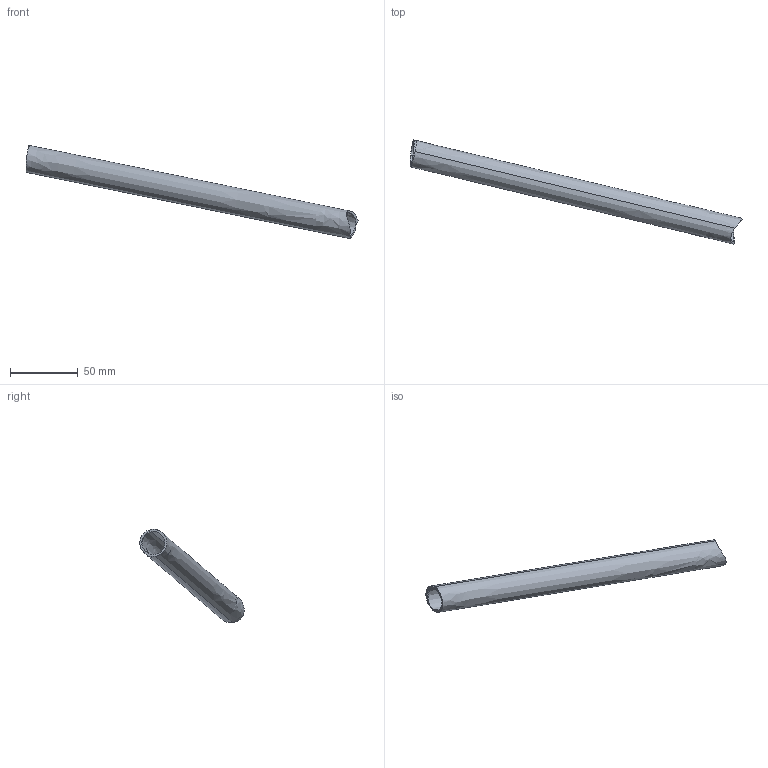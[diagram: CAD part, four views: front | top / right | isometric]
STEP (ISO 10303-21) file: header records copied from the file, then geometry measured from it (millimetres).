
FILE_DESCRIPTION(('CATIA V5 STEP Exchange'),'2;1');
FILE_NAME('30.stp','2018-12-01T18:02:17+00:00',('none'),('none'),'CATIA Version 5 Release 19 SP 2 (IN-10)','CATIA V5 STEP AP203','none');
FILE_SCHEMA(('CONFIG_CONTROL_DESIGN'));
Length unit declared in the file: millimetre
Products named in the file (1): Symmetry of Shape_753
Bounding box: 244.41 x 76.8 x 68.71 mm (x, y, z)
Volume: 21733.2 mm3; surface area: 29166.2 mm2
Topology: 1 solids, 1 shells, 13 faces, 34 edges, 22 vertices
Faces by surface type: cylinder 6, bspline 6, plane 1
Entity records: 726 total; most frequent: CARTESIAN_POINT 443, ORIENTED_EDGE 68, EDGE_CURVE 34, VERTEX_POINT 22, B_SPLINE_CURVE_WITH_KNOTS 21, DIRECTION 20, EDGE_LOOP 14, ADVANCED_FACE 13
